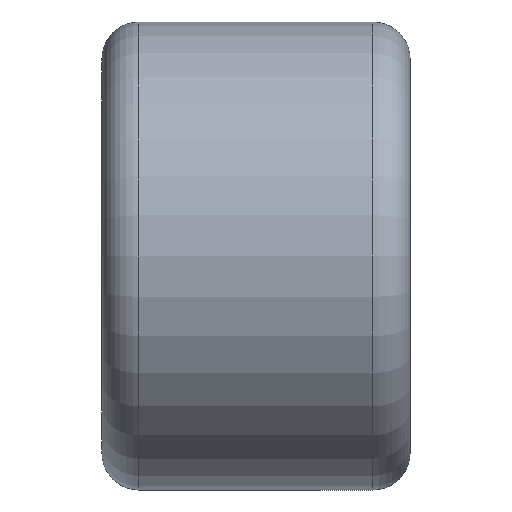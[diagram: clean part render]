
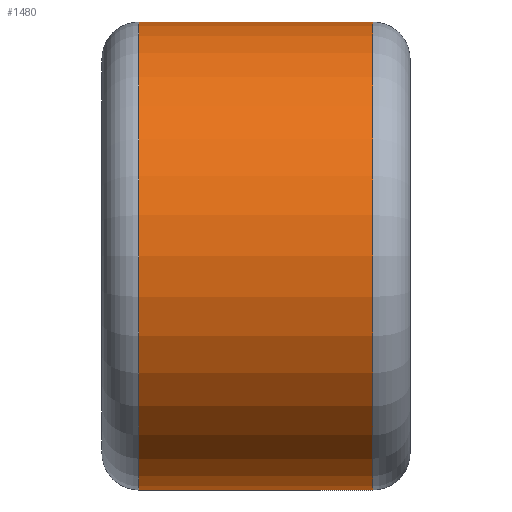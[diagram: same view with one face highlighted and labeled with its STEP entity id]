
A CAD part, front view. The second image highlights one B-rep face of the part: STEP entity #1480.
In plain terms, the highlighted cylindrical face has radius 41 mm (diameter 82 mm), a partial arc.
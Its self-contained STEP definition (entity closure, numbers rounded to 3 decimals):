
#101 = DIRECTION ( 'NONE',  ( 1., 0., 0. ) ) ;
#184 = DIRECTION ( 'NONE',  ( -1., 0., 0. ) ) ;
#210 = CARTESIAN_POINT ( 'NONE',  ( 20.5, 0., 291.987 ) ) ;
#237 = ORIENTED_EDGE ( 'NONE', *, *, #3309, .T. ) ;
#244 = DIRECTION ( 'NONE',  ( 0., 0., 1. ) ) ;
#571 = LINE ( 'NONE', #3051, #4218 ) ;
#584 = CARTESIAN_POINT ( 'NONE',  ( -57.637, 0., 291.987 ) ) ;
#681 = ORIENTED_EDGE ( 'NONE', *, *, #1106, .F. ) ;
#700 = EDGE_CURVE ( 'NONE', #1381, #1257, #3108, .T. ) ;
#783 = VERTEX_POINT ( 'NONE', #3834 ) ;
#1056 = CARTESIAN_POINT ( 'NONE',  ( -20.5, 0., 332.987 ) ) ;
#1106 = EDGE_CURVE ( 'NONE', #783, #1257, #4408, .T. ) ;
#1175 = DIRECTION ( 'NONE',  ( 0., 0., -1. ) ) ;
#1217 = EDGE_LOOP ( 'NONE', ( #681, #237, #2381, #1956 ) ) ;
#1257 = VERTEX_POINT ( 'NONE', #2117 ) ;
#1381 = VERTEX_POINT ( 'NONE', #1056 ) ;
#1398 = CIRCLE ( 'NONE', #3978, 41. ) ;
#1464 = CARTESIAN_POINT ( 'NONE',  ( -57.637, 0., 250.987 ) ) ;
#1480 = ADVANCED_FACE ( 'NONE', ( #4374 ), #3315, .T. ) ;
#1956 = ORIENTED_EDGE ( 'NONE', *, *, #700, .T. ) ;
#2117 = CARTESIAN_POINT ( 'NONE',  ( -20.5, 0., 250.987 ) ) ;
#2151 = VERTEX_POINT ( 'NONE', #2708 ) ;
#2295 = AXIS2_PLACEMENT_3D ( 'NONE', #4422, #101, #1175 ) ;
#2381 = ORIENTED_EDGE ( 'NONE', *, *, #4057, .T. ) ;
#2708 = CARTESIAN_POINT ( 'NONE',  ( 20.5, 0., 332.987 ) ) ;
#3051 = CARTESIAN_POINT ( 'NONE',  ( -57.637, 0., 332.987 ) ) ;
#3108 = CIRCLE ( 'NONE', #2295, 41. ) ;
#3118 = DIRECTION ( 'NONE',  ( -1., 0., 0. ) ) ;
#3309 = EDGE_CURVE ( 'NONE', #783, #2151, #1398, .T. ) ;
#3315 = CYLINDRICAL_SURFACE ( 'NONE', #3473, 41. ) ;
#3334 = VECTOR ( 'NONE', #4384, 1000. ) ;
#3473 = AXIS2_PLACEMENT_3D ( 'NONE', #584, #3491, #244 ) ;
#3491 = DIRECTION ( 'NONE',  ( -1., 0., 0. ) ) ;
#3834 = CARTESIAN_POINT ( 'NONE',  ( 20.5, 0., 250.987 ) ) ;
#3978 = AXIS2_PLACEMENT_3D ( 'NONE', #210, #3118, #4555 ) ;
#4057 = EDGE_CURVE ( 'NONE', #2151, #1381, #571, .T. ) ;
#4218 = VECTOR ( 'NONE', #184, 1000. ) ;
#4374 = FACE_OUTER_BOUND ( 'NONE', #1217, .T. ) ;
#4384 = DIRECTION ( 'NONE',  ( -1., 0., 0. ) ) ;
#4408 = LINE ( 'NONE', #1464, #3334 ) ;
#4422 = CARTESIAN_POINT ( 'NONE',  ( -20.5, 0., 291.987 ) ) ;
#4555 = DIRECTION ( 'NONE',  ( 0., 0., 1. ) ) ;
